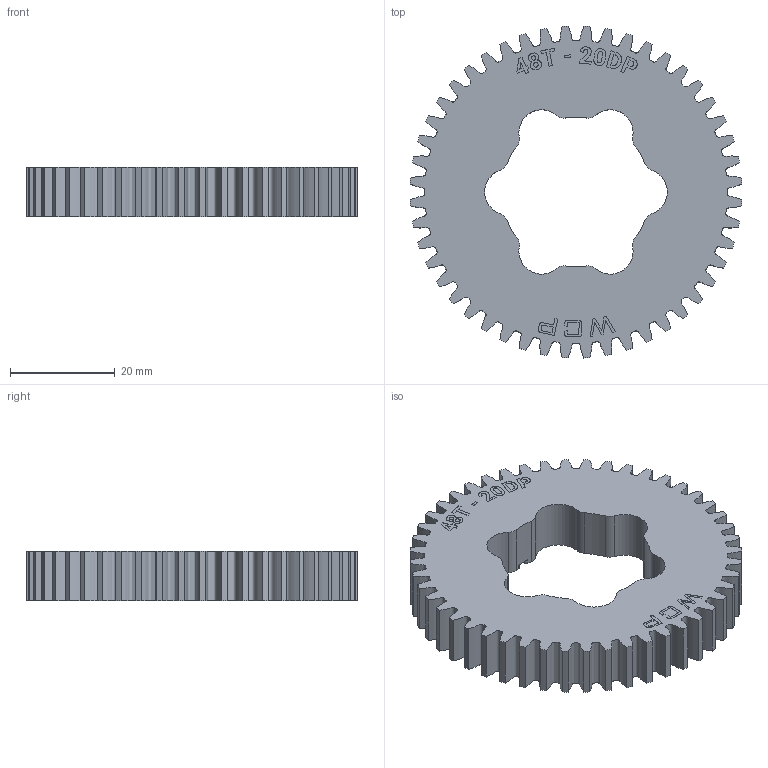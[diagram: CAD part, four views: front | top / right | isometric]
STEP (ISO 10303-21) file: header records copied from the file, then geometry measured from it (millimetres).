
FILE_DESCRIPTION (( 'STEP AP214' ), '1' );
FILE_NAME ('WCP-1089 Rev1.step', '2024-01-18T01:26:25', ( '' ), ( '' ), 'SwSTEP 2.0', 'SolidWorks 2022', '' );
FILE_SCHEMA (( 'AUTOMOTIVE_DESIGN' ));
Length unit declared in the file: inch
Products named in the file (1): WCP-1089 Rev1
Bounding box: 63.43 x 63.43 x 9.53 mm (x, y, z)
Volume: 13488.9 mm3; surface area: 10719.2 mm2
Topology: 1 solids, 1 shells, 294 faces, 815 edges, 542 vertices
Faces by surface type: plane 113, bspline 92, cylinder 85, torus 4
Entity records: 26301 total; most frequent: CARTESIAN_POINT 19184, ORIENTED_EDGE 1630, DIRECTION 1219, EDGE_CURVE 815, VERTEX_POINT 542, VECTOR 449, LINE 449, AXIS2_PLACEMENT_3D 385
